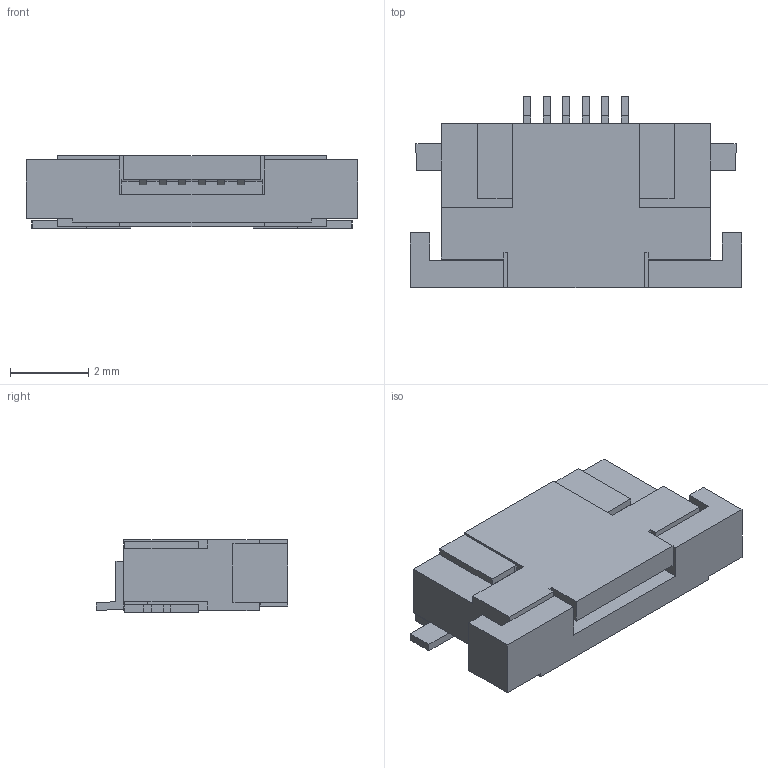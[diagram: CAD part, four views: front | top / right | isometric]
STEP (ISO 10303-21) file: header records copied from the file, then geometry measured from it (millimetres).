
FILE_DESCRIPTION(('FreeCAD Model'),'2;1');
FILE_NAME('ISFV6R_4STLF.step','2017-07-18T11:18:01', ('kicad StepUp'),('ksu MCAD'),'Open CASCADE STEP processor 6.8', 'FreeCAD','Unknown');
FILE_SCHEMA(('AUTOMOTIVE_DESIGN_CC2 { 1 2 10303 214 -1 1 5 4 }'));
Length unit declared in the file: millimetre
Products named in the file (2): ASSEMBLY; ISFV6R_4STLF
Assembly tree (1 placements, depth 2):
  ASSEMBLY
    ISFV6R_4STLF
Bounding box: 8.5 x 4.9 x 1.87 mm (x, y, z)
Volume: 49.2 mm3; surface area: 168.8 mm2
Topology: 1 solids, 1 shells, 206 faces, 610 edges, 406 vertices
Faces by surface type: plane 200, cylinder 6
Entity records: 6789 total; most frequent: CARTESIAN_POINT 1224, ORIENTED_EDGE 1220, DIRECTION 1038, EDGE_CURVE 610, LINE 598, VECTOR 598, VERTEX_POINT 406, AXIS2_PLACEMENT_3D 220
